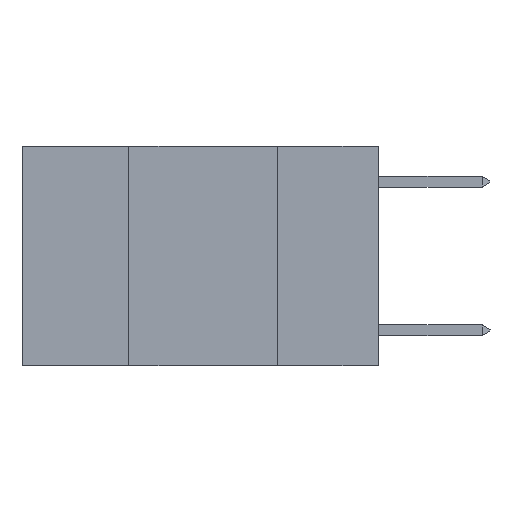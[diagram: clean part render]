
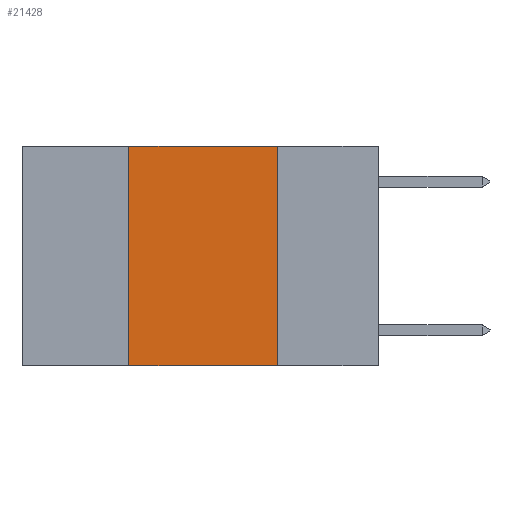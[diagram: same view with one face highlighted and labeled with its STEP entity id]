
A CAD part, left-side view. The second image highlights one B-rep face of the part: STEP entity #21428.
In plain terms, the highlighted planar face has unit normal (-1, 0, 0).
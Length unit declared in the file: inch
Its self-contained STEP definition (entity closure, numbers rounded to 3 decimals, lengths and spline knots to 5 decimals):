
#31 = VERTEX_POINT ( 'NONE', #15328 ) ;
#935 = VERTEX_POINT ( 'NONE', #3825 ) ;
#1400 = VECTOR ( 'NONE', #14845, 39.37008 ) ;
#1459 = DIRECTION ( 'NONE',  ( 0., -1., 0. ) ) ;
#1687 = EDGE_CURVE ( 'NONE', #25362, #935, #2408, .T. ) ;
#2408 = LINE ( 'NONE', #10534, #1400 ) ;
#3795 = FACE_OUTER_BOUND ( 'NONE', #12793, .T. ) ;
#3825 = CARTESIAN_POINT ( 'NONE',  ( 0., 0.17, 0. ) ) ;
#5925 = CARTESIAN_POINT ( 'NONE',  ( 0., 0.17, -0.37 ) ) ;
#6178 = DIRECTION ( 'NONE',  ( 0., 0., -1. ) ) ;
#6607 = LINE ( 'NONE', #17347, #17736 ) ;
#6850 = PLANE ( 'NONE',  #20362 ) ;
#6892 = VECTOR ( 'NONE', #6178, 39.37008 ) ;
#7088 = CARTESIAN_POINT ( 'NONE',  ( 0., 0.42, 0. ) ) ;
#9149 = CARTESIAN_POINT ( 'NONE',  ( 0., 0.6, 0. ) ) ;
#9473 = ORIENTED_EDGE ( 'NONE', *, *, #1687, .F. ) ;
#10197 = VECTOR ( 'NONE', #15457, 39.37008 ) ;
#10534 = CARTESIAN_POINT ( 'NONE',  ( 0., 0.6, 0. ) ) ;
#11442 = DIRECTION ( 'NONE',  ( 1., 0., 0. ) ) ;
#11536 = LINE ( 'NONE', #17389, #6892 ) ;
#11561 = VERTEX_POINT ( 'NONE', #5925 ) ;
#12793 = EDGE_LOOP ( 'NONE', ( #15896, #9473, #15592, #15463 ) ) ;
#14845 = DIRECTION ( 'NONE',  ( 0., -1., 0. ) ) ;
#15328 = CARTESIAN_POINT ( 'NONE',  ( 0., 0.42, -0.37 ) ) ;
#15457 = DIRECTION ( 'NONE',  ( 0., 0., 1. ) ) ;
#15463 = ORIENTED_EDGE ( 'NONE', *, *, #23078, .T. ) ;
#15592 = ORIENTED_EDGE ( 'NONE', *, *, #28120, .F. ) ;
#15896 = ORIENTED_EDGE ( 'NONE', *, *, #24603, .F. ) ;
#17347 = CARTESIAN_POINT ( 'NONE',  ( 0., 0.6, -0.37 ) ) ;
#17389 = CARTESIAN_POINT ( 'NONE',  ( 0., 0.17, 0. ) ) ;
#17736 = VECTOR ( 'NONE', #1459, 39.37008 ) ;
#20362 = AXIS2_PLACEMENT_3D ( 'NONE', #9149, #11442, #26211 ) ;
#21074 = LINE ( 'NONE', #27846, #10197 ) ;
#21428 = ADVANCED_FACE ( 'NONE', ( #3795 ), #6850, .F. ) ;
#23078 = EDGE_CURVE ( 'NONE', #31, #11561, #6607, .T. ) ;
#24603 = EDGE_CURVE ( 'NONE', #935, #11561, #11536, .T. ) ;
#25362 = VERTEX_POINT ( 'NONE', #7088 ) ;
#26211 = DIRECTION ( 'NONE',  ( 0., 0., -1. ) ) ;
#27846 = CARTESIAN_POINT ( 'NONE',  ( 0., 0.42, 0. ) ) ;
#28120 = EDGE_CURVE ( 'NONE', #31, #25362, #21074, .T. ) ;
